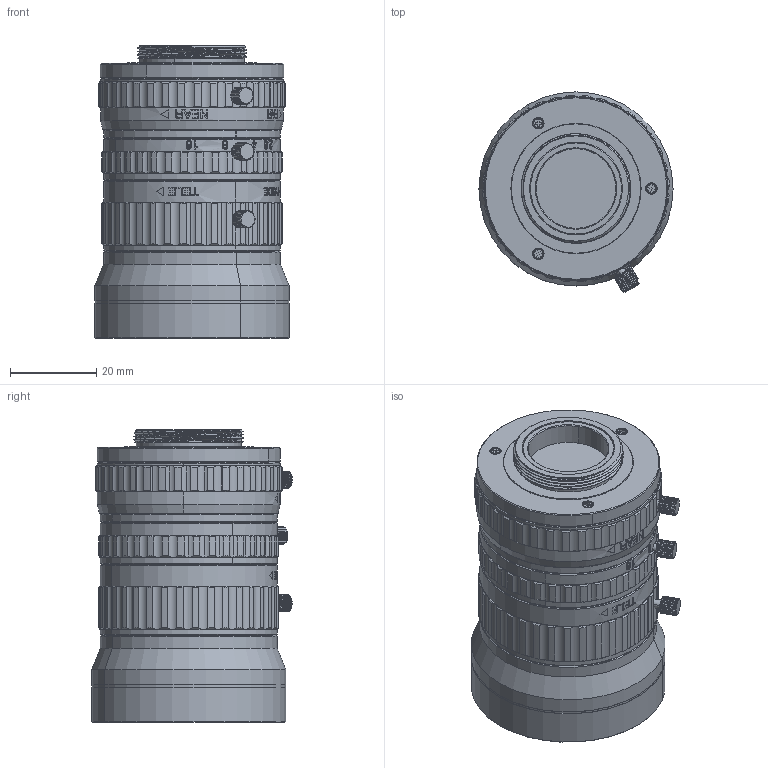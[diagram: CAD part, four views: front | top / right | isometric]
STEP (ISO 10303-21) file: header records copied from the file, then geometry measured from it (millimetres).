
FILE_DESCRIPTION (( 'STEP AP203' ), '1' );
FILE_NAME ('640001.STEP', '2021-08-06T02:24:33', ( '' ), ( '' ), 'SwSTEP 2.0', 'SolidWorks 2020', '' );
FILE_SCHEMA (( 'CONFIG_CONTROL_DESIGN' ));
Length unit declared in the file: millimetre
Products named in the file (1): 640001
Bounding box: 45 x 46.5 x 67.9 mm (x, y, z)
Volume: 82886.9 mm3; surface area: 40538.9 mm2
Topology: 23 solids, 23 shells, 1534 faces, 4126 edges, 2702 vertices
Faces by surface type: cylinder 535, plane 456, cone 350, bspline 179, torus 12, sphere 2
Entity records: 65193 total; most frequent: CARTESIAN_POINT 28123, ORIENTED_EDGE 8252, DIRECTION 7277, EDGE_CURVE 4126, AXIS2_PLACEMENT_3D 2906, VERTEX_POINT 2702, EDGE_LOOP 1642, CIRCLE 1550
